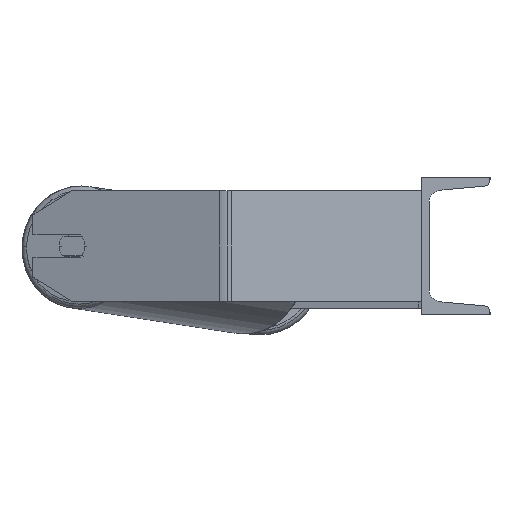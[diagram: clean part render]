
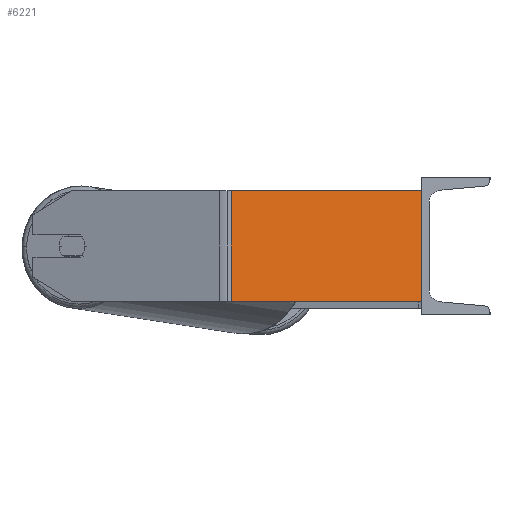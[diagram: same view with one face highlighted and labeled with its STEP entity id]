
A CAD part, left-side view. The second image highlights one B-rep face of the part: STEP entity #6221.
In plain terms, the highlighted planar face has unit normal (-0.985, -0.174, 0).
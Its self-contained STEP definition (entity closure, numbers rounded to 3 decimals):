
#145 = ORIENTED_EDGE ( 'NONE', *, *, #304, .T. ) ;
#173 = LINE ( 'NONE', #6546, #3282 ) ;
#304 = EDGE_CURVE ( 'NONE', #4600, #6669, #1174, .T. ) ;
#351 = ORIENTED_EDGE ( 'NONE', *, *, #576, .F. ) ;
#576 = EDGE_CURVE ( 'NONE', #1827, #2585, #9024, .T. ) ;
#1092 = VECTOR ( 'NONE', #7447, 1000. ) ;
#1142 = ORIENTED_EDGE ( 'NONE', *, *, #3706, .T. ) ;
#1174 = LINE ( 'NONE', #2601, #1092 ) ;
#1282 = CARTESIAN_POINT ( 'NONE',  ( -585., 0., 40. ) ) ;
#1343 = DIRECTION ( 'NONE',  ( -0.174, 0.985, 0. ) ) ;
#1445 = EDGE_CURVE ( 'NONE', #4600, #1827, #173, .T. ) ;
#1636 = ORIENTED_EDGE ( 'NONE', *, *, #1445, .F. ) ;
#1827 = VERTEX_POINT ( 'NONE', #1282 ) ;
#1849 = FACE_OUTER_BOUND ( 'NONE', #4910, .T. ) ;
#1928 = DIRECTION ( 'NONE',  ( 0.985, 0.174, 0. ) ) ;
#2086 = CARTESIAN_POINT ( 'NONE',  ( -585., 0., -40. ) ) ;
#2334 = CARTESIAN_POINT ( 'NONE',  ( -609.281, 137.703, -40. ) ) ;
#2395 = CARTESIAN_POINT ( 'NONE',  ( -609.281, 137.703, 40. ) ) ;
#2585 = VERTEX_POINT ( 'NONE', #2086 ) ;
#2601 = CARTESIAN_POINT ( 'NONE',  ( -609.281, 137.703, 40. ) ) ;
#2622 = VECTOR ( 'NONE', #9028, 1000. ) ;
#2717 = VECTOR ( 'NONE', #8481, 1000. ) ;
#2826 = CARTESIAN_POINT ( 'NONE',  ( -585., 0., 40. ) ) ;
#2832 = LINE ( 'NONE', #9126, #2622 ) ;
#3282 = VECTOR ( 'NONE', #5805, 1000. ) ;
#3321 = CARTESIAN_POINT ( 'NONE',  ( -610.025, 141.925, 40. ) ) ;
#3706 = EDGE_CURVE ( 'NONE', #6669, #2585, #2832, .T. ) ;
#4600 = VERTEX_POINT ( 'NONE', #2395 ) ;
#4910 = EDGE_LOOP ( 'NONE', ( #1142, #351, #1636, #145 ) ) ;
#5805 = DIRECTION ( 'NONE',  ( 0.174, -0.985, 0. ) ) ;
#6221 = ADVANCED_FACE ( 'NONE', ( #1849 ), #7478, .F. ) ;
#6546 = CARTESIAN_POINT ( 'NONE',  ( -610.025, 141.925, 40. ) ) ;
#6669 = VERTEX_POINT ( 'NONE', #2334 ) ;
#7393 = AXIS2_PLACEMENT_3D ( 'NONE', #3321, #1928, #1343 ) ;
#7447 = DIRECTION ( 'NONE',  ( 0., 0., -1. ) ) ;
#7478 = PLANE ( 'NONE',  #7393 ) ;
#8481 = DIRECTION ( 'NONE',  ( 0., 0., -1. ) ) ;
#9024 = LINE ( 'NONE', #2826, #2717 ) ;
#9028 = DIRECTION ( 'NONE',  ( 0.174, -0.985, 0. ) ) ;
#9126 = CARTESIAN_POINT ( 'NONE',  ( -610.025, 141.925, -40. ) ) ;
